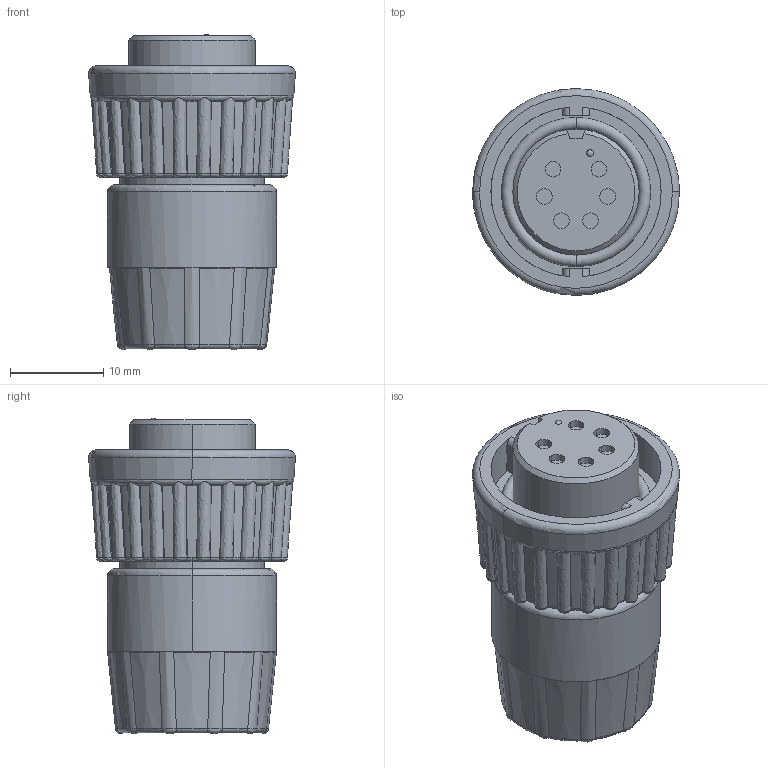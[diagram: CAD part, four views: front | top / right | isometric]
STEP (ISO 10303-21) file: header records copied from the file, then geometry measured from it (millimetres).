
FILE_DESCRIPTION (( 'STEP AP203' ), '1' );
FILE_NAME ('3280-6SG-330.STEP', '2012-09-25T17:53:00', ( '21FPBF1' ), ( 'Conxall' ), 'SwSTEP 2.0', 'SolidWorks 2011', '' );
FILE_SCHEMA (( 'CONFIG_CONTROL_DESIGN' ));
Length unit declared in the file: inch
Products named in the file (1): 3280-6SG-330
Bounding box: 22.22 x 22.22 x 33.88 mm (x, y, z)
Volume: 8093.5 mm3; surface area: 3523 mm2
Topology: 1 solids, 1 shells, 280 faces, 757 edges, 492 vertices
Faces by surface type: bspline 107, plane 59, torus 41, cone 39, cylinder 33, sphere 1
Entity records: 14127 total; most frequent: CARTESIAN_POINT 8317, ORIENTED_EDGE 1508, DIRECTION 835, EDGE_CURVE 754, VERTEX_POINT 490, AXIS2_PLACEMENT_3D 373, B_SPLINE_CURVE_WITH_KNOTS 349, EDGE_LOOP 294
